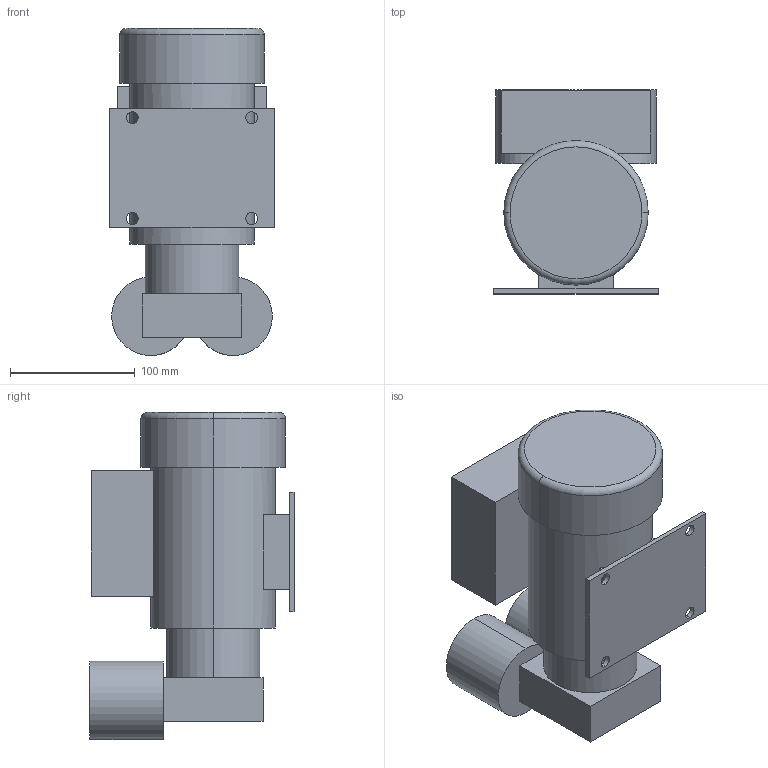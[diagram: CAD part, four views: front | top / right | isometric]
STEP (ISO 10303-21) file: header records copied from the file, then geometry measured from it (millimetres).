
FILE_DESCRIPTION (( 'STEP AP203' ), '1' );
FILE_NAME ('Default.STEP', '2025-05-13T16:42:18', '' );
FILE_SCHEMA (( 'CONFIG_CONTROL_DESIGN' ));
Length unit declared in the file: millimetre
Products named in the file (1): Default
Bounding box: 132 x 164 x 262.5 mm (x, y, z)
Volume: 2869581.7 mm3; surface area: 202826.1 mm2
Topology: 1 solids, 1 shells, 56 faces, 132 edges, 86 vertices
Faces by surface type: plane 32, cylinder 22, torus 2
Entity records: 1717 total; most frequent: DIRECTION 302, CARTESIAN_POINT 275, ORIENTED_EDGE 264, EDGE_CURVE 132, AXIS2_PLACEMENT_3D 113, VERTEX_POINT 86, LINE 76, VECTOR 76
